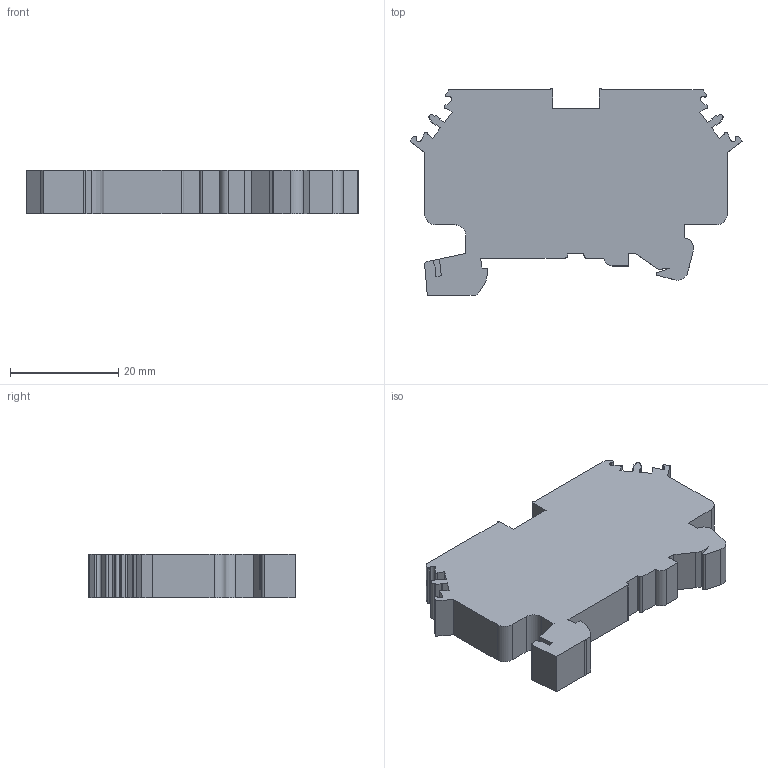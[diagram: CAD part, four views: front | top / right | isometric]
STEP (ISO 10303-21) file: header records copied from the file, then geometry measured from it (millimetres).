
FILE_DESCRIPTION((''),'2;1');
FILE_NAME('PRT0001','2024-02-27T',('dell'),(''),'PRO/ENGINEER BY PARAMETRIC TECHNOLOGY CORPORATION, 2013230','PRO/ENGINEER BY PARAMETRIC TECHNOLOGY CORPORATION, 2013230','');
FILE_SCHEMA(('AUTOMOTIVE_DESIGN { 1 0 10303 214 1 1 1 1 }'));
Length unit declared in the file: millimetre
Products named in the file (1): PRT0001
Bounding box: 61.4 x 38.25 x 8 mm (x, y, z)
Volume: 12557 mm3; surface area: 5954.2 mm2
Topology: 1 solids, 1 shells, 145 faces, 414 edges, 276 vertices
Faces by surface type: plane 107, cylinder 38
Entity records: 4784 total; most frequent: CARTESIAN_POINT 856, ORIENTED_EDGE 828, DIRECTION 772, EDGE_CURVE 414, VECTOR 338, LINE 338, VERTEX_POINT 276, AXIS2_PLACEMENT_3D 217
